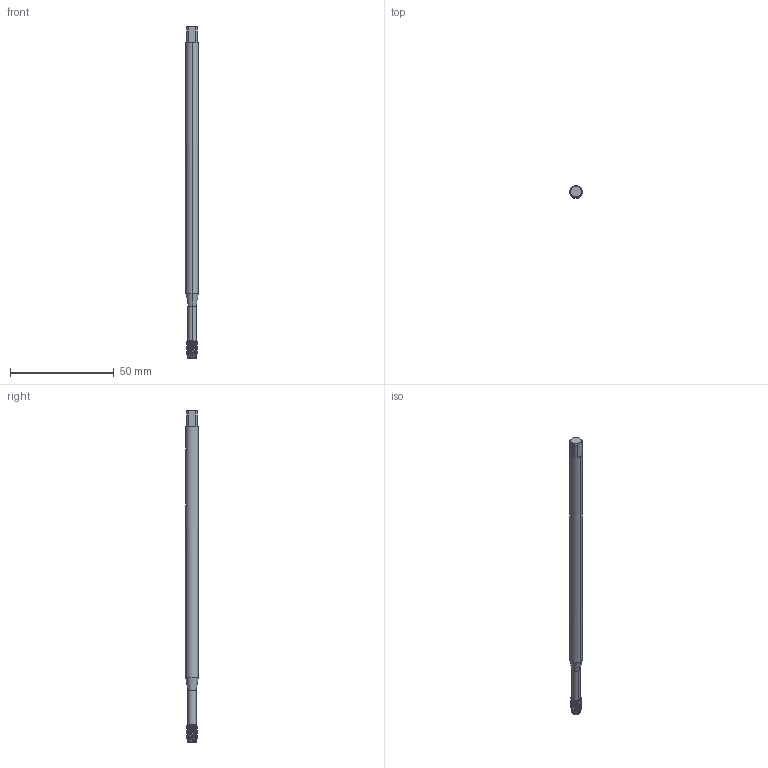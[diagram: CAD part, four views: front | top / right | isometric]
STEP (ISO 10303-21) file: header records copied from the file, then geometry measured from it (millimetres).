
FILE_DESCRIPTION(('no description'),'unknown implementation level');
FILE_NAME('solidzztCbhujgPSeXtTmhClukmQkOiU_1.STP',' ',('CIM GmbH Aachen'),('CADClick - KiM GmbH - www.kimweb.de'),'unknown preprocess','ACIS','unknown authorization');
FILE_SCHEMA(('automotive_design'));
Length unit declared in the file: millimetre
Products named in the file (2): 1; 2
Bounding box: 6 x 6 x 160 mm (x, y, z)
Volume: 4058.9 mm3; surface area: 3153.8 mm2
Topology: 2 solids, 2 shells, 248 faces, 695 edges, 450 vertices
Faces by surface type: cone 123, cylinder 99, plane 17, bspline 6, revolution 3
Entity records: 19313 total; most frequent: CARTESIAN_POINT 5575, STYLED_ITEM 1394, PRESENTATION_STYLE_ASSIGNMENT 1394, COLOUR_RGB 1394, ORIENTED_EDGE 1388, DIRECTION 1138, EDGE_CURVE 694, CURVE_STYLE 694
